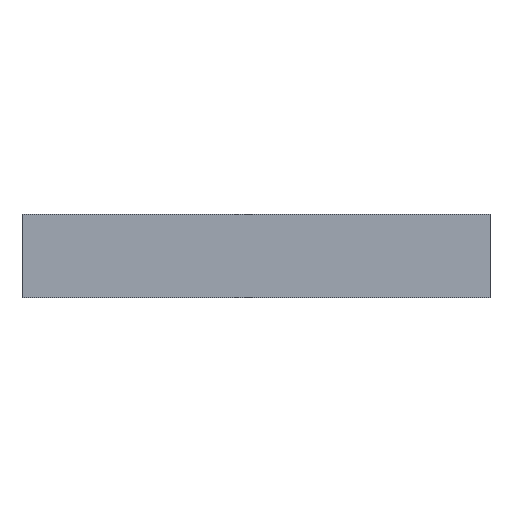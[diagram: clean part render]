
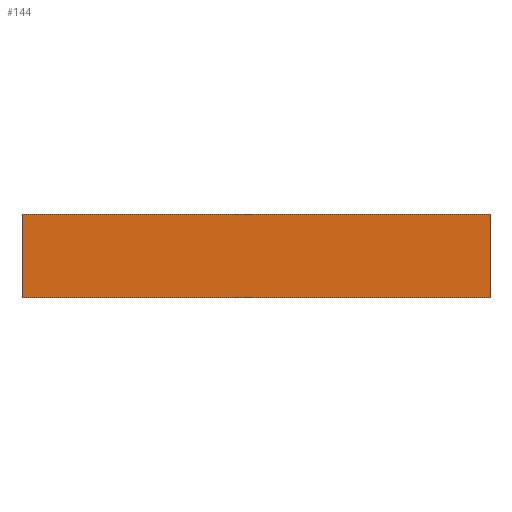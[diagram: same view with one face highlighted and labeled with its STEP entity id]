
A CAD part, front view. The second image highlights one B-rep face of the part: STEP entity #144.
In plain terms, the highlighted planar face has unit normal (0, -1, 0).
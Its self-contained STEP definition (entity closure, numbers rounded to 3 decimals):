
#25 = CARTESIAN_POINT ( 'NONE',  ( 70., -129., 0. ) ) ;
#28 = LINE ( 'NONE', #216, #194 ) ;
#34 = AXIS2_PLACEMENT_3D ( 'NONE', #581, #353, #394 ) ;
#36 = LINE ( 'NONE', #448, #138 ) ;
#41 = LINE ( 'NONE', #593, #513 ) ;
#44 = EDGE_CURVE ( 'NONE', #487, #336, #265, .T. ) ;
#54 = ORIENTED_EDGE ( 'NONE', *, *, #142, .T. ) ;
#62 = VECTOR ( 'NONE', #444, 1000. ) ;
#90 = EDGE_CURVE ( 'NONE', #336, #585, #36, .T. ) ;
#116 = FACE_OUTER_BOUND ( 'NONE', #338, .T. ) ;
#137 = CARTESIAN_POINT ( 'NONE',  ( -70., -129., 0. ) ) ;
#138 = VECTOR ( 'NONE', #573, 1000. ) ;
#142 = EDGE_CURVE ( 'NONE', #585, #253, #28, .T. ) ;
#144 = ADVANCED_FACE ( 'NONE', ( #116 ), #483, .F. ) ;
#157 = CARTESIAN_POINT ( 'NONE',  ( 70., -129., 0. ) ) ;
#158 = DIRECTION ( 'NONE',  ( -1., 0., 0. ) ) ;
#160 = ORIENTED_EDGE ( 'NONE', *, *, #90, .T. ) ;
#189 = CARTESIAN_POINT ( 'NONE',  ( 70., -129., 25. ) ) ;
#194 = VECTOR ( 'NONE', #158, 1000. ) ;
#209 = ORIENTED_EDGE ( 'NONE', *, *, #44, .T. ) ;
#216 = CARTESIAN_POINT ( 'NONE',  ( -70., -129., 25. ) ) ;
#253 = VERTEX_POINT ( 'NONE', #367 ) ;
#265 = LINE ( 'NONE', #25, #62 ) ;
#323 = DIRECTION ( 'NONE',  ( 0., 0., -1. ) ) ;
#336 = VERTEX_POINT ( 'NONE', #157 ) ;
#338 = EDGE_LOOP ( 'NONE', ( #418, #209, #160, #54 ) ) ;
#353 = DIRECTION ( 'NONE',  ( 0., 1., 0. ) ) ;
#367 = CARTESIAN_POINT ( 'NONE',  ( -70., -129., 25. ) ) ;
#394 = DIRECTION ( 'NONE',  ( 0., 0., 1. ) ) ;
#418 = ORIENTED_EDGE ( 'NONE', *, *, #423, .T. ) ;
#423 = EDGE_CURVE ( 'NONE', #253, #487, #41, .T. ) ;
#444 = DIRECTION ( 'NONE',  ( 1., 0., 0. ) ) ;
#448 = CARTESIAN_POINT ( 'NONE',  ( 70., -129., 25. ) ) ;
#483 = PLANE ( 'NONE',  #34 ) ;
#487 = VERTEX_POINT ( 'NONE', #137 ) ;
#513 = VECTOR ( 'NONE', #323, 1000. ) ;
#573 = DIRECTION ( 'NONE',  ( 0., 0., 1. ) ) ;
#581 = CARTESIAN_POINT ( 'NONE',  ( 0., -129., 0. ) ) ;
#585 = VERTEX_POINT ( 'NONE', #189 ) ;
#593 = CARTESIAN_POINT ( 'NONE',  ( -70., -129., 0. ) ) ;
